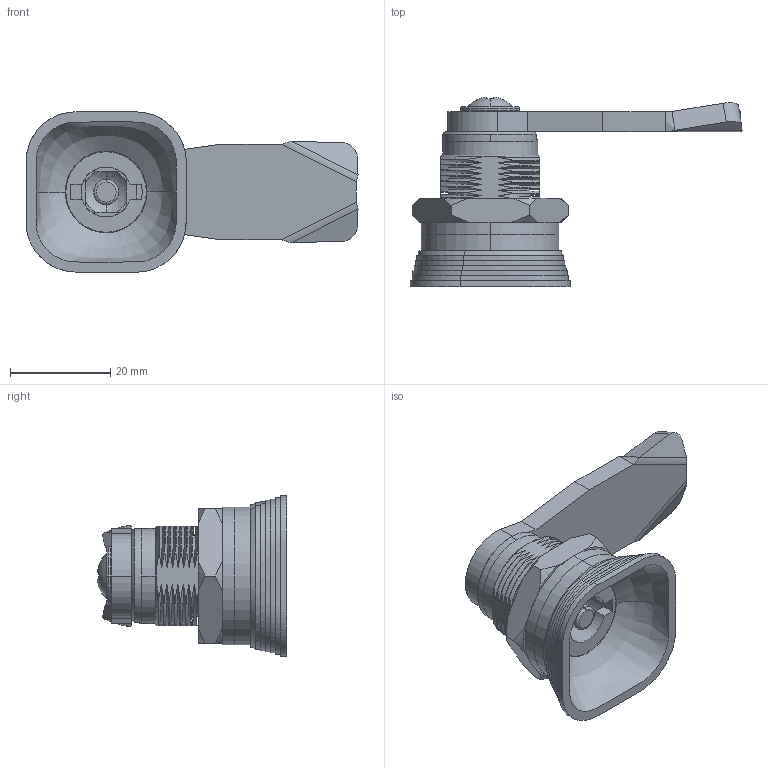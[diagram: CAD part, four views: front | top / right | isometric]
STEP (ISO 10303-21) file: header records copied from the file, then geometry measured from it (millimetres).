
FILE_DESCRIPTION (( 'STEP AP203' ), '1' );
FILE_NAME ('KT05.35.0.64.1.PLASTÝK.STEP', '2022-07-29T05:40:33', ( '' ), ( '' ), 'SwSTEP 2.0', 'SolidWorks 2021', '' );
FILE_SCHEMA (( 'CONFIG_CONTROL_DESIGN' ));
Length unit declared in the file: millimetre
Products named in the file (1): KT05.35.0.64.1.PLASTÝK
Bounding box: 66.31 x 37.91 x 32 mm (x, y, z)
Surface area: 9579.8 mm2 (no closed solid volume)
Topology: 0 solids, 6 shells, 233 faces, 778 edges, 546 vertices
Faces by surface type: bspline 80, plane 61, cylinder 56, cone 28, torus 6, sphere 2
Entity records: 37766 total; most frequent: CARTESIAN_POINT 32129, ORIENTED_EDGE 1351, DIRECTION 791, EDGE_CURVE 778, VERTEX_POINT 546, B_SPLINE_CURVE_WITH_KNOTS 297, AXIS2_PLACEMENT_3D 271, LINE 249
